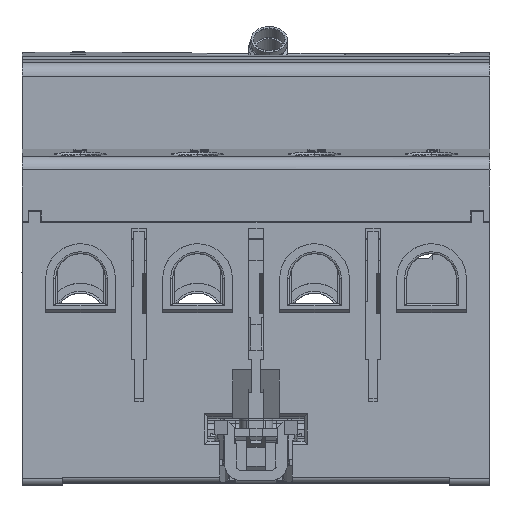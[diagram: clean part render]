
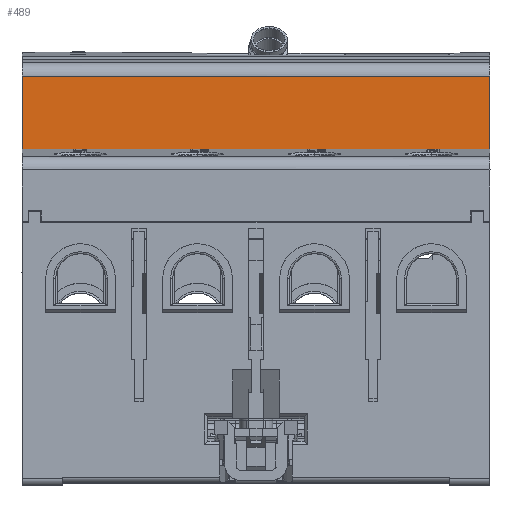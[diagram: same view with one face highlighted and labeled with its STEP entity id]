
A CAD part, front view. The second image highlights one B-rep face of the part: STEP entity #489.
In plain terms, the highlighted planar face has unit normal (0, -1, 0).
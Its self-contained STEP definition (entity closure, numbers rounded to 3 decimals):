
#489 = ADVANCED_FACE ( 'NONE', ( #15328 ), #63849, .T. ) ;
#4982 = ORIENTED_EDGE ( 'NONE', *, *, #29999, .T. ) ;
#5071 = LINE ( 'NONE', #17463, #60789 ) ;
#12662 = VERTEX_POINT ( 'NONE', #33217 ) ;
#14853 = EDGE_LOOP ( 'NONE', ( #23620, #4982, #53485, #48776 ) ) ;
#15328 = FACE_OUTER_BOUND ( 'NONE', #14853, .T. ) ;
#15538 = CARTESIAN_POINT ( 'NONE',  ( -70., -45.482, -7.65 ) ) ;
#15581 = CARTESIAN_POINT ( 'NONE',  ( 0., -45.482, -7.65 ) ) ;
#16021 = AXIS2_PLACEMENT_3D ( 'NONE', #63391, #63311, #63296 ) ;
#17463 = CARTESIAN_POINT ( 'NONE',  ( -70., -45.482, -7.65 ) ) ;
#21268 = EDGE_CURVE ( 'NONE', #22840, #12662, #60190, .T. ) ;
#22840 = VERTEX_POINT ( 'NONE', #15581 ) ;
#23229 = EDGE_CURVE ( 'NONE', #39729, #12662, #41408, .T. ) ;
#23620 = ORIENTED_EDGE ( 'NONE', *, *, #23229, .F. ) ;
#23851 = EDGE_CURVE ( 'NONE', #32837, #22840, #5071, .T. ) ;
#26226 = DIRECTION ( 'NONE',  ( 0., 0., 1. ) ) ;
#29335 = VECTOR ( 'NONE', #53542, 1000. ) ;
#29999 = EDGE_CURVE ( 'NONE', #39729, #32837, #58028, .T. ) ;
#32837 = VERTEX_POINT ( 'NONE', #15538 ) ;
#33217 = CARTESIAN_POINT ( 'NONE',  ( 0., -45.482, 3.283 ) ) ;
#36554 = VECTOR ( 'NONE', #26226, 1000. ) ;
#39573 = CARTESIAN_POINT ( 'NONE',  ( -70., -45.482, 3.283 ) ) ;
#39729 = VERTEX_POINT ( 'NONE', #57581 ) ;
#41408 = LINE ( 'NONE', #39573, #54057 ) ;
#42228 = CARTESIAN_POINT ( 'NONE',  ( 0., -45.482, 3.85 ) ) ;
#44335 = DIRECTION ( 'NONE',  ( 1., 0., 0. ) ) ;
#44972 = DIRECTION ( 'NONE',  ( 1., 0., 0. ) ) ;
#48099 = CARTESIAN_POINT ( 'NONE',  ( -70., -45.482, 3.283 ) ) ;
#48776 = ORIENTED_EDGE ( 'NONE', *, *, #21268, .T. ) ;
#53485 = ORIENTED_EDGE ( 'NONE', *, *, #23851, .T. ) ;
#53542 = DIRECTION ( 'NONE',  ( 0., 0., -1. ) ) ;
#54057 = VECTOR ( 'NONE', #44972, 1000. ) ;
#57581 = CARTESIAN_POINT ( 'NONE',  ( -70., -45.482, 3.283 ) ) ;
#58028 = LINE ( 'NONE', #48099, #29335 ) ;
#60190 = LINE ( 'NONE', #42228, #36554 ) ;
#60789 = VECTOR ( 'NONE', #44335, 1000. ) ;
#63296 = DIRECTION ( 'NONE',  ( 0., 0., 1. ) ) ;
#63311 = DIRECTION ( 'NONE',  ( 0., -1., 0. ) ) ;
#63391 = CARTESIAN_POINT ( 'NONE',  ( -70., -45.482, 3.283 ) ) ;
#63849 = PLANE ( 'NONE',  #16021 ) ;
